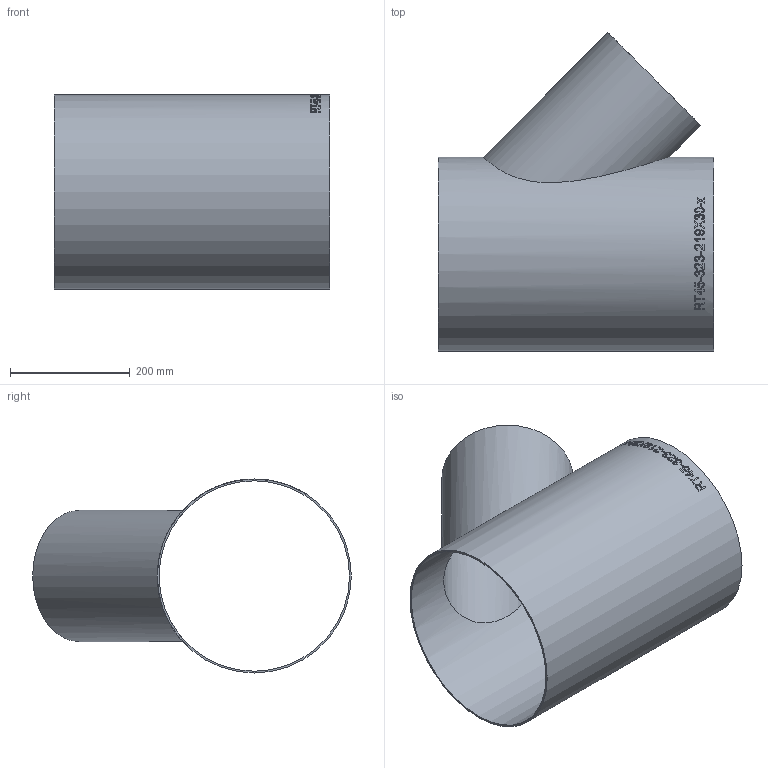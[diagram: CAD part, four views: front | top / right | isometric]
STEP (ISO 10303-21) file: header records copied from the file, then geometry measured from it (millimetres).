
FILE_DESCRIPTION (( 'STEP AP214' ), '1' );
FILE_NAME ('RT45-323-219X30-x T-Stück 45°reduziert Ø323,9 L460 1911.STEP', '2019-11-20T14:27:26', ( '' ), ( '' ), 'SwSTEP 2.0', 'SolidWorks 2016', '' );
FILE_SCHEMA (( 'AUTOMOTIVE_DESIGN' ));
Length unit declared in the file: millimetre
Products named in the file (1): RT45-323-219X30-x T-Stück 45°reduziert Ø323,9 L460  1911
Bounding box: 460 x 531.86 x 323.9 mm (x, y, z)
Volume: 1666995.3 mm3; surface area: 1116870.6 mm2
Topology: 1 solids, 1 shells, 236 faces, 640 edges, 427 vertices
Faces by surface type: bspline 145, plane 66, cylinder 25
Full cylindrical faces by diameter (mm): 213.1 x1, 219.1 x1, 317.9 x1, 323.9 x1
Entity records: 40723 total; most frequent: CARTESIAN_POINT 33542, ORIENTED_EDGE 1264, EDGE_CURVE 632, B_SPLINE_CURVE_WITH_KNOTS 455, DIRECTION 443, VERTEX_POINT 424, EDGE_LOOP 266, FACE_OUTER_BOUND 240
